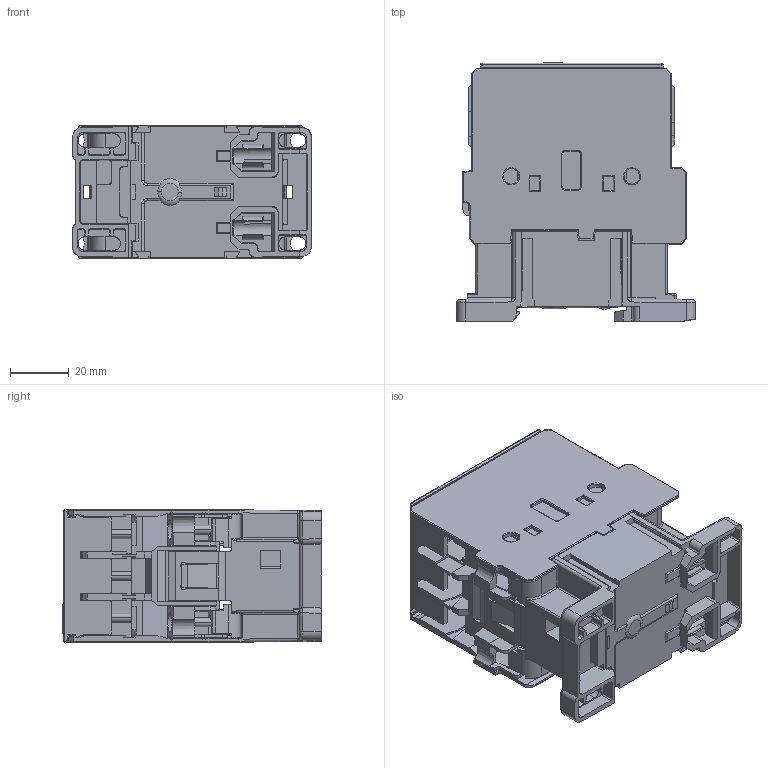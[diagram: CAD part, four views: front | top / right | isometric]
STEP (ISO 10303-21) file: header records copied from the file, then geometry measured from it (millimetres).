
FILE_DESCRIPTION((''),'2;1');
FILE_NAME('KK_ASM','2021-08-12T',('marketing.praksa'),('Audax d.o.o.'),'CREO PARAMETRIC BY PTC INC, 2017480','CREO PARAMETRIC BY PTC INC, 2017480','');
FILE_SCHEMA(('AUTOMOTIVE_DESIGN { 1 0 10303 214 1 1 1 1 }'));
Products named in the file (19): 25-AC-PARTS; PRT9544; PRT9545; CWM25_1_1_1_1_1; CWM25_1_2_1_1_1; CWM25_1_3_1_1_1; CWM25_1_4_1_1_1; CWM25_1_5_1_1_1; CWM25_1_6_1_1_1; CWM25_1_7_1_1_1; CWM25_1_8_1_1_1; CWM25_1_9_1_1_1; CWM25_1_10_1_1_1; CWM25_1_11_1_1_1; PRT9553_1_1_1_1; PRT9553_1_2_1_1; PRT9553_1_3_1_1; PRT9553_1_ASM_1_1_ASM; KK_ASM
Assembly tree (18 placements, depth 3):
  KK_ASM
    25-AC-PARTS
    PRT9544
    PRT9545
    CWM25_1_1_1_1_1
    CWM25_1_2_1_1_1
    CWM25_1_3_1_1_1
    CWM25_1_4_1_1_1
    CWM25_1_5_1_1_1
    CWM25_1_6_1_1_1
    CWM25_1_7_1_1_1
    CWM25_1_8_1_1_1
    CWM25_1_9_1_1_1
    CWM25_1_10_1_1_1
    CWM25_1_11_1_1_1
    PRT9553_1_ASM_1_1_ASM
      PRT9553_1_1_1_1
      PRT9553_1_2_1_1
      PRT9553_1_3_1_1
Bounding box: 81 x 87.87 x 45 mm (x, y, z)
Volume: 11223.3 mm3; surface area: 77358.1 mm2
Topology: 14 solids, 19 shells, 2626 faces, 7481 edges, 4841 vertices
Faces by surface type: plane 1711, cylinder 612, cone 116, bspline 68, torus 62, extrusion 40, sphere 17
Entity records: 128930 total; most frequent: CARTESIAN_POINT 26954, ORIENTED_EDGE 14860, DIRECTION 12115, PRESENTATION_STYLE_ASSIGNMENT 8701, STYLED_ITEM 8701, EDGE_CURVE 7465, CURVE_STYLE 6563, VECTOR 5121
